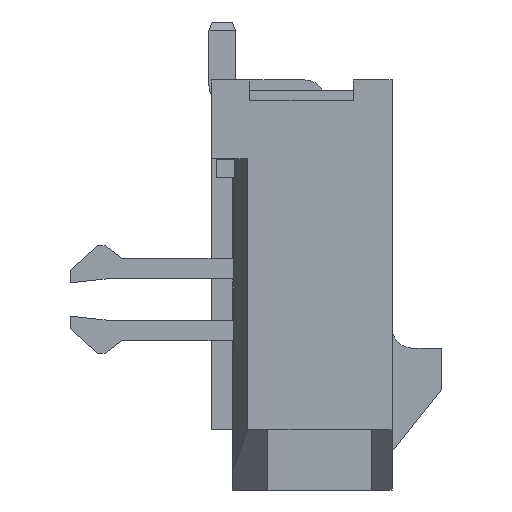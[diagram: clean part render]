
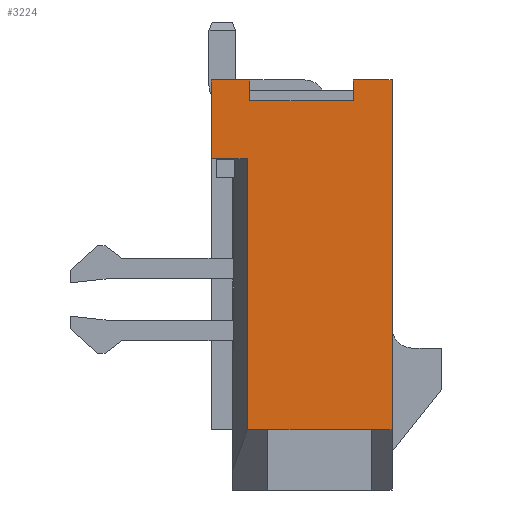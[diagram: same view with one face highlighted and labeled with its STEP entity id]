
A CAD part, left-side view. The second image highlights one B-rep face of the part: STEP entity #3224.
In plain terms, the highlighted planar face has unit normal (-1, 0, 0).
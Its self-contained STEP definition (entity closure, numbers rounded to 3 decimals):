
#15 = ORIENTED_EDGE ( 'NONE', *, *, #4930, .F. ) ;
#38 = EDGE_CURVE ( 'NONE', #1336, #11339, #8548, .T. ) ;
#143 = EDGE_CURVE ( 'NONE', #6560, #2221, #3450, .T. ) ;
#179 = VERTEX_POINT ( 'NONE', #2481 ) ;
#181 = CARTESIAN_POINT ( 'NONE',  ( -10.875, -1.93, 1.45 ) ) ;
#372 = CARTESIAN_POINT ( 'NONE',  ( -10.875, -1.93, 1.45 ) ) ;
#390 = CARTESIAN_POINT ( 'NONE',  ( -10.875, -1.93, 1.45 ) ) ;
#595 = ORIENTED_EDGE ( 'NONE', *, *, #1794, .T. ) ;
#635 = CARTESIAN_POINT ( 'NONE',  ( -10.875, -1.93, 9.9 ) ) ;
#805 = DIRECTION ( 'NONE',  ( 0., -1., 0. ) ) ;
#843 = VERTEX_POINT ( 'NONE', #8838 ) ;
#911 = CARTESIAN_POINT ( 'NONE',  ( -10.875, -1.93, 9.9 ) ) ;
#963 = EDGE_CURVE ( 'NONE', #7674, #5710, #11315, .T. ) ;
#1029 = VECTOR ( 'NONE', #6141, 1000. ) ;
#1033 = LINE ( 'NONE', #2015, #5733 ) ;
#1336 = VERTEX_POINT ( 'NONE', #7340 ) ;
#1406 = EDGE_CURVE ( 'NONE', #4676, #5710, #1033, .T. ) ;
#1441 = DIRECTION ( 'NONE',  ( 0., -1., 0. ) ) ;
#1609 = EDGE_LOOP ( 'NONE', ( #4426, #9690, #5069, #15, #8852, #8393, #7096, #3550, #595, #8239, #11200, #5182, #7596, #10516 ) ) ;
#1773 = EDGE_CURVE ( 'NONE', #179, #5310, #2645, .T. ) ;
#1794 = EDGE_CURVE ( 'NONE', #5310, #5968, #5273, .T. ) ;
#2015 = CARTESIAN_POINT ( 'NONE',  ( -10.875, 1.068, 1.45 ) ) ;
#2150 = CARTESIAN_POINT ( 'NONE',  ( -10.875, -1.93, 9.9 ) ) ;
#2221 = VERTEX_POINT ( 'NONE', #3643 ) ;
#2359 = EDGE_CURVE ( 'NONE', #2221, #4275, #7534, .T. ) ;
#2466 = DIRECTION ( 'NONE',  ( 0., 0., -1. ) ) ;
#2481 = CARTESIAN_POINT ( 'NONE',  ( -10.875, 2.316, 7.996 ) ) ;
#2517 = DIRECTION ( 'NONE',  ( 0., 0., -1. ) ) ;
#2643 = VECTOR ( 'NONE', #1441, 1000. ) ;
#2645 = LINE ( 'NONE', #5330, #1029 ) ;
#2734 = CARTESIAN_POINT ( 'NONE',  ( -10.875, 1.566, 8. ) ) ;
#3224 = ADVANCED_FACE ( 'NONE', ( #10420 ), #8532, .F. ) ;
#3238 = VERTEX_POINT ( 'NONE', #3380 ) ;
#3249 = EDGE_CURVE ( 'NONE', #5968, #7674, #7669, .T. ) ;
#3380 = CARTESIAN_POINT ( 'NONE',  ( -10.875, -0.995, 9.4 ) ) ;
#3450 = LINE ( 'NONE', #911, #9403 ) ;
#3491 = VECTOR ( 'NONE', #10021, 1000. ) ;
#3550 = ORIENTED_EDGE ( 'NONE', *, *, #1773, .T. ) ;
#3643 = CARTESIAN_POINT ( 'NONE',  ( -10.875, -1.93, 9.9 ) ) ;
#3813 = CARTESIAN_POINT ( 'NONE',  ( -10.875, 1.505, 9.4 ) ) ;
#3826 = EDGE_CURVE ( 'NONE', #5260, #3238, #8431, .T. ) ;
#4090 = CARTESIAN_POINT ( 'NONE',  ( -10.875, -0.995, 9.4 ) ) ;
#4264 = CARTESIAN_POINT ( 'NONE',  ( -10.875, -0.995, 9.9 ) ) ;
#4275 = VERTEX_POINT ( 'NONE', #390 ) ;
#4426 = ORIENTED_EDGE ( 'NONE', *, *, #143, .F. ) ;
#4432 = VECTOR ( 'NONE', #11248, 1000. ) ;
#4455 = DIRECTION ( 'NONE',  ( 0., 0., -1. ) ) ;
#4676 = VERTEX_POINT ( 'NONE', #9036 ) ;
#4777 = CARTESIAN_POINT ( 'NONE',  ( -10.875, 1.566, 1.45 ) ) ;
#4887 = VECTOR ( 'NONE', #11085, 1000. ) ;
#4930 = EDGE_CURVE ( 'NONE', #11339, #5260, #6170, .T. ) ;
#5069 = ORIENTED_EDGE ( 'NONE', *, *, #3826, .F. ) ;
#5117 = CARTESIAN_POINT ( 'NONE',  ( -10.875, -0.995, 9.9 ) ) ;
#5182 = ORIENTED_EDGE ( 'NONE', *, *, #1406, .F. ) ;
#5260 = VERTEX_POINT ( 'NONE', #3813 ) ;
#5273 = LINE ( 'NONE', #5390, #5409 ) ;
#5310 = VERTEX_POINT ( 'NONE', #8210 ) ;
#5330 = CARTESIAN_POINT ( 'NONE',  ( -10.875, 2.316, 7.991 ) ) ;
#5390 = CARTESIAN_POINT ( 'NONE',  ( -10.875, 2.44, 8. ) ) ;
#5409 = VECTOR ( 'NONE', #8926, 1000. ) ;
#5483 = VECTOR ( 'NONE', #4455, 1000. ) ;
#5495 = EDGE_CURVE ( 'NONE', #3238, #6560, #6035, .T. ) ;
#5686 = VECTOR ( 'NONE', #10234, 1000. ) ;
#5710 = VERTEX_POINT ( 'NONE', #10035 ) ;
#5733 = VECTOR ( 'NONE', #7973, 1000. ) ;
#5968 = VERTEX_POINT ( 'NONE', #2734 ) ;
#6035 = LINE ( 'NONE', #4264, #4432 ) ;
#6055 = CARTESIAN_POINT ( 'NONE',  ( -10.875, 1.505, 9.9 ) ) ;
#6072 = CARTESIAN_POINT ( 'NONE',  ( -10.875, 1.566, 9.9 ) ) ;
#6141 = DIRECTION ( 'NONE',  ( 0., -1., 0. ) ) ;
#6170 = LINE ( 'NONE', #9649, #5483 ) ;
#6560 = VERTEX_POINT ( 'NONE', #5117 ) ;
#6927 = AXIS2_PLACEMENT_3D ( 'NONE', #11229, #7729, #2466 ) ;
#7050 = VECTOR ( 'NONE', #7271, 1000. ) ;
#7096 = ORIENTED_EDGE ( 'NONE', *, *, #10788, .T. ) ;
#7271 = DIRECTION ( 'NONE',  ( 0., -1., 0. ) ) ;
#7340 = CARTESIAN_POINT ( 'NONE',  ( -10.875, 2.44, 9.9 ) ) ;
#7473 = VECTOR ( 'NONE', #2517, 1000. ) ;
#7534 = LINE ( 'NONE', #2150, #4887 ) ;
#7596 = ORIENTED_EDGE ( 'NONE', *, *, #8816, .T. ) ;
#7669 = LINE ( 'NONE', #6072, #7473 ) ;
#7674 = VERTEX_POINT ( 'NONE', #4777 ) ;
#7729 = DIRECTION ( 'NONE',  ( 1., 0., 0. ) ) ;
#7816 = DIRECTION ( 'NONE',  ( 0., -1., 0. ) ) ;
#7973 = DIRECTION ( 'NONE',  ( 0., 1., 0. ) ) ;
#8210 = CARTESIAN_POINT ( 'NONE',  ( -10.875, 1.866, 7.996 ) ) ;
#8239 = ORIENTED_EDGE ( 'NONE', *, *, #3249, .T. ) ;
#8241 = LINE ( 'NONE', #9845, #3491 ) ;
#8393 = ORIENTED_EDGE ( 'NONE', *, *, #10077, .F. ) ;
#8414 = VECTOR ( 'NONE', #10040, 1000. ) ;
#8431 = LINE ( 'NONE', #4090, #8414 ) ;
#8532 = PLANE ( 'NONE',  #6927 ) ;
#8548 = LINE ( 'NONE', #635, #2643 ) ;
#8816 = EDGE_CURVE ( 'NONE', #4676, #4275, #10820, .T. ) ;
#8838 = CARTESIAN_POINT ( 'NONE',  ( -10.875, 2.44, 8. ) ) ;
#8852 = ORIENTED_EDGE ( 'NONE', *, *, #38, .F. ) ;
#8926 = DIRECTION ( 'NONE',  ( 0., -1., 0. ) ) ;
#9036 = CARTESIAN_POINT ( 'NONE',  ( -10.875, -1.432, 1.45 ) ) ;
#9403 = VECTOR ( 'NONE', #805, 1000. ) ;
#9424 = CARTESIAN_POINT ( 'NONE',  ( -10.875, 2.44, 8. ) ) ;
#9649 = CARTESIAN_POINT ( 'NONE',  ( -10.875, 1.505, 9.9 ) ) ;
#9690 = ORIENTED_EDGE ( 'NONE', *, *, #5495, .F. ) ;
#9845 = CARTESIAN_POINT ( 'NONE',  ( -10.875, 2.44, 8. ) ) ;
#10021 = DIRECTION ( 'NONE',  ( 0., -1., 0. ) ) ;
#10035 = CARTESIAN_POINT ( 'NONE',  ( -10.875, 1.068, 1.45 ) ) ;
#10040 = DIRECTION ( 'NONE',  ( 0., -1., 0. ) ) ;
#10077 = EDGE_CURVE ( 'NONE', #843, #1336, #10177, .T. ) ;
#10177 = LINE ( 'NONE', #9424, #5686 ) ;
#10234 = DIRECTION ( 'NONE',  ( 0., 0., 1. ) ) ;
#10420 = FACE_OUTER_BOUND ( 'NONE', #1609, .T. ) ;
#10516 = ORIENTED_EDGE ( 'NONE', *, *, #2359, .F. ) ;
#10726 = VECTOR ( 'NONE', #7816, 1000. ) ;
#10788 = EDGE_CURVE ( 'NONE', #843, #179, #8241, .T. ) ;
#10820 = LINE ( 'NONE', #372, #7050 ) ;
#11085 = DIRECTION ( 'NONE',  ( 0., 0., -1. ) ) ;
#11200 = ORIENTED_EDGE ( 'NONE', *, *, #963, .T. ) ;
#11229 = CARTESIAN_POINT ( 'NONE',  ( -10.875, -1.93, 9.9 ) ) ;
#11248 = DIRECTION ( 'NONE',  ( 0., 0., 1. ) ) ;
#11315 = LINE ( 'NONE', #181, #10726 ) ;
#11339 = VERTEX_POINT ( 'NONE', #6055 ) ;
